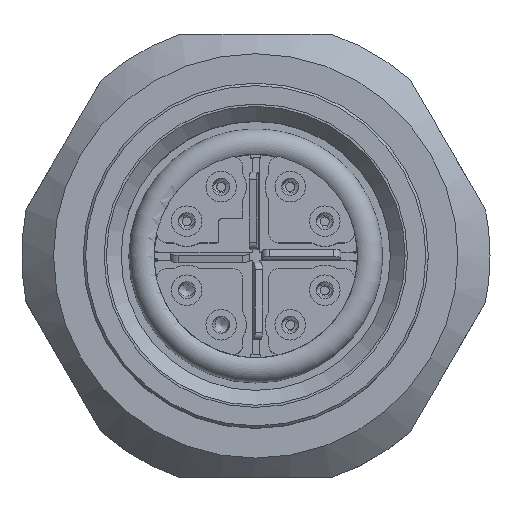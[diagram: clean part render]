
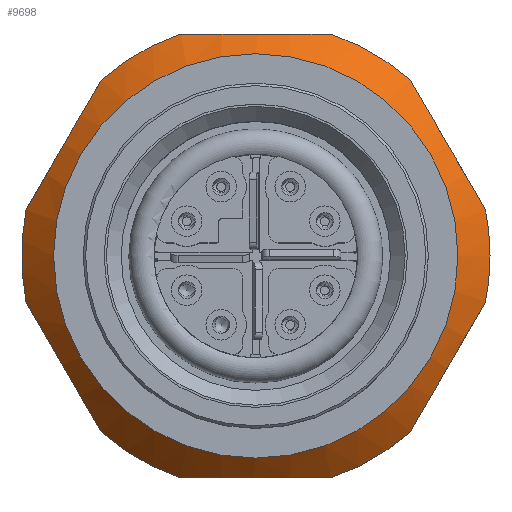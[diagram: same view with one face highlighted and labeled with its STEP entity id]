
A CAD part, top view. The second image highlights one B-rep face of the part: STEP entity #9698.
In plain terms, the highlighted conical face has half-angle 45 degrees and reference radius 8.85 mm.
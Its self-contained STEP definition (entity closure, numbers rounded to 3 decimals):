
#17=(
BOUNDED_CURVE()
B_SPLINE_CURVE(2,(#17395,#17396,#17397),.UNSPECIFIED.,.F.,.F.)
B_SPLINE_CURVE_WITH_KNOTS((3,3),(0.,0.616),.UNSPECIFIED.)
CURVE()
GEOMETRIC_REPRESENTATION_ITEM()
RATIONAL_B_SPLINE_CURVE((1.,1.056,1.))
REPRESENTATION_ITEM('')
);
#18=(
BOUNDED_CURVE()
B_SPLINE_CURVE(2,(#17401,#17402,#17403),.UNSPECIFIED.,.F.,.F.)
B_SPLINE_CURVE_WITH_KNOTS((3,3),(0.,0.616),.UNSPECIFIED.)
CURVE()
GEOMETRIC_REPRESENTATION_ITEM()
RATIONAL_B_SPLINE_CURVE((1.,1.056,1.))
REPRESENTATION_ITEM('')
);
#19=(
BOUNDED_CURVE()
B_SPLINE_CURVE(2,(#17407,#17408,#17409),.UNSPECIFIED.,.F.,.F.)
B_SPLINE_CURVE_WITH_KNOTS((3,3),(0.,0.616),.UNSPECIFIED.)
CURVE()
GEOMETRIC_REPRESENTATION_ITEM()
RATIONAL_B_SPLINE_CURVE((1.,1.056,1.))
REPRESENTATION_ITEM('')
);
#20=(
BOUNDED_CURVE()
B_SPLINE_CURVE(2,(#17413,#17414,#17415),.UNSPECIFIED.,.F.,.F.)
B_SPLINE_CURVE_WITH_KNOTS((3,3),(0.,0.616),.UNSPECIFIED.)
CURVE()
GEOMETRIC_REPRESENTATION_ITEM()
RATIONAL_B_SPLINE_CURVE((1.,1.056,1.))
REPRESENTATION_ITEM('')
);
#21=(
BOUNDED_CURVE()
B_SPLINE_CURVE(2,(#17419,#17420,#17421),.UNSPECIFIED.,.F.,.F.)
B_SPLINE_CURVE_WITH_KNOTS((3,3),(0.,0.616),.UNSPECIFIED.)
CURVE()
GEOMETRIC_REPRESENTATION_ITEM()
RATIONAL_B_SPLINE_CURVE((1.,1.056,1.))
REPRESENTATION_ITEM('')
);
#22=(
BOUNDED_CURVE()
B_SPLINE_CURVE(2,(#17425,#17426,#17427),.UNSPECIFIED.,.F.,.F.)
B_SPLINE_CURVE_WITH_KNOTS((3,3),(0.,0.616),.UNSPECIFIED.)
CURVE()
GEOMETRIC_REPRESENTATION_ITEM()
RATIONAL_B_SPLINE_CURVE((1.,1.056,1.))
REPRESENTATION_ITEM('')
);
#1530=CONICAL_SURFACE('',#10728,8.85,45.);
#1954=FACE_BOUND('',#3240,.T.);
#2531=FACE_OUTER_BOUND('',#3239,.T.);
#3239=EDGE_LOOP('',(#8244,#8245,#8246,#8247,#8248,#8249,#8250,#8251,#8252,
#8253,#8254,#8255));
#3240=EDGE_LOOP('',(#8256));
#3755=CIRCLE('',#10729,9.5);
#3756=CIRCLE('',#10730,9.5);
#3757=CIRCLE('',#10731,9.5);
#3758=CIRCLE('',#10732,9.5);
#3759=CIRCLE('',#10733,9.5);
#3760=CIRCLE('',#10734,9.5);
#3761=CIRCLE('',#10735,8.2);
#4554=VERTEX_POINT('',#17393);
#4555=VERTEX_POINT('',#17394);
#4556=VERTEX_POINT('',#17398);
#4557=VERTEX_POINT('',#17400);
#4558=VERTEX_POINT('',#17404);
#4559=VERTEX_POINT('',#17406);
#4560=VERTEX_POINT('',#17410);
#4561=VERTEX_POINT('',#17412);
#4562=VERTEX_POINT('',#17416);
#4563=VERTEX_POINT('',#17418);
#4564=VERTEX_POINT('',#17422);
#4565=VERTEX_POINT('',#17424);
#4566=VERTEX_POINT('',#17429);
#5801=EDGE_CURVE('',#4554,#4555,#17,.T.);
#5802=EDGE_CURVE('',#4556,#4554,#3755,.T.);
#5803=EDGE_CURVE('',#4557,#4556,#18,.T.);
#5804=EDGE_CURVE('',#4558,#4557,#3756,.T.);
#5805=EDGE_CURVE('',#4559,#4558,#19,.T.);
#5806=EDGE_CURVE('',#4560,#4559,#3757,.T.);
#5807=EDGE_CURVE('',#4561,#4560,#20,.T.);
#5808=EDGE_CURVE('',#4562,#4561,#3758,.T.);
#5809=EDGE_CURVE('',#4563,#4562,#21,.T.);
#5810=EDGE_CURVE('',#4564,#4563,#3759,.T.);
#5811=EDGE_CURVE('',#4565,#4564,#22,.T.);
#5812=EDGE_CURVE('',#4555,#4565,#3760,.T.);
#5813=EDGE_CURVE('',#4566,#4566,#3761,.T.);
#8244=ORIENTED_EDGE('',*,*,#5801,.F.);
#8245=ORIENTED_EDGE('',*,*,#5802,.F.);
#8246=ORIENTED_EDGE('',*,*,#5803,.F.);
#8247=ORIENTED_EDGE('',*,*,#5804,.F.);
#8248=ORIENTED_EDGE('',*,*,#5805,.F.);
#8249=ORIENTED_EDGE('',*,*,#5806,.F.);
#8250=ORIENTED_EDGE('',*,*,#5807,.F.);
#8251=ORIENTED_EDGE('',*,*,#5808,.F.);
#8252=ORIENTED_EDGE('',*,*,#5809,.F.);
#8253=ORIENTED_EDGE('',*,*,#5810,.F.);
#8254=ORIENTED_EDGE('',*,*,#5811,.F.);
#8255=ORIENTED_EDGE('',*,*,#5812,.F.);
#8256=ORIENTED_EDGE('',*,*,#5813,.F.);
#9698=ADVANCED_FACE('',(#2531,#1954),#1530,.T.);
#10728=AXIS2_PLACEMENT_3D('',#17392,#13401,#13402);
#10729=AXIS2_PLACEMENT_3D('',#17399,#13403,#13404);
#10730=AXIS2_PLACEMENT_3D('',#17405,#13405,#13406);
#10731=AXIS2_PLACEMENT_3D('',#17411,#13407,#13408);
#10732=AXIS2_PLACEMENT_3D('',#17417,#13409,#13410);
#10733=AXIS2_PLACEMENT_3D('',#17423,#13411,#13412);
#10734=AXIS2_PLACEMENT_3D('',#17428,#13413,#13414);
#10735=AXIS2_PLACEMENT_3D('',#17430,#13415,#13416);
#13401=DIRECTION('center_axis',(0.,0.,
-1.));
#13402=DIRECTION('ref_axis',(1.,0.,0.));
#13403=DIRECTION('center_axis',(0.,0.,
-1.));
#13404=DIRECTION('ref_axis',(0.,-1.,0.));
#13405=DIRECTION('center_axis',(0.,0.,
-1.));
#13406=DIRECTION('ref_axis',(0.,-1.,0.));
#13407=DIRECTION('center_axis',(0.,0.,
-1.));
#13408=DIRECTION('ref_axis',(0.,-1.,0.));
#13409=DIRECTION('center_axis',(0.,0.,
-1.));
#13410=DIRECTION('ref_axis',(0.,-1.,0.));
#13411=DIRECTION('center_axis',(0.,0.,
-1.));
#13412=DIRECTION('ref_axis',(0.,-1.,0.));
#13413=DIRECTION('center_axis',(0.,0.,
-1.));
#13414=DIRECTION('ref_axis',(0.,-1.,0.));
#13415=DIRECTION('center_axis',(0.,0.,
1.));
#13416=DIRECTION('ref_axis',(1.,0.,0.));
#17392=CARTESIAN_POINT('Origin',(0.,0.,
9.55));
#17393=CARTESIAN_POINT('',(6.274,7.134,8.9));
#17394=CARTESIAN_POINT('',(9.315,1.866,8.9));
#17395=CARTESIAN_POINT('Ctrl Pts',(6.274,7.134,8.9));
#17396=CARTESIAN_POINT('Ctrl Pts',(7.794,4.5,9.874));
#17397=CARTESIAN_POINT('Ctrl Pts',(9.315,1.866,8.9));
#17398=CARTESIAN_POINT('',(3.041,9.,8.9));
#17399=CARTESIAN_POINT('Origin',(0.,0.,
8.9));
#17400=CARTESIAN_POINT('',(-3.041,9.,8.9));
#17401=CARTESIAN_POINT('Ctrl Pts',(-3.041,9.,8.9));
#17402=CARTESIAN_POINT('Ctrl Pts',(0.,9.,9.874));
#17403=CARTESIAN_POINT('Ctrl Pts',(3.041,9.,8.9));
#17404=CARTESIAN_POINT('',(-6.274,7.134,8.9));
#17405=CARTESIAN_POINT('Origin',(0.,0.,
8.9));
#17406=CARTESIAN_POINT('',(-9.315,1.866,8.9));
#17407=CARTESIAN_POINT('Ctrl Pts',(-9.315,1.866,8.9));
#17408=CARTESIAN_POINT('Ctrl Pts',(-7.794,4.5,9.874));
#17409=CARTESIAN_POINT('Ctrl Pts',(-6.274,7.134,8.9));
#17410=CARTESIAN_POINT('',(-9.315,-1.866,8.9));
#17411=CARTESIAN_POINT('Origin',(0.,0.,
8.9));
#17412=CARTESIAN_POINT('',(-6.274,-7.134,8.9));
#17413=CARTESIAN_POINT('Ctrl Pts',(-6.274,-7.134,8.9));
#17414=CARTESIAN_POINT('Ctrl Pts',(-7.794,-4.5,9.874));
#17415=CARTESIAN_POINT('Ctrl Pts',(-9.315,-1.866,8.9));
#17416=CARTESIAN_POINT('',(-3.041,-9.,8.9));
#17417=CARTESIAN_POINT('Origin',(0.,0.,
8.9));
#17418=CARTESIAN_POINT('',(3.041,-9.,8.9));
#17419=CARTESIAN_POINT('Ctrl Pts',(3.041,-9.,8.9));
#17420=CARTESIAN_POINT('Ctrl Pts',(0.,-9.,9.874));
#17421=CARTESIAN_POINT('Ctrl Pts',(-3.041,-9.,8.9));
#17422=CARTESIAN_POINT('',(6.274,-7.134,8.9));
#17423=CARTESIAN_POINT('Origin',(0.,0.,
8.9));
#17424=CARTESIAN_POINT('',(9.315,-1.866,8.9));
#17425=CARTESIAN_POINT('Ctrl Pts',(9.315,-1.866,8.9));
#17426=CARTESIAN_POINT('Ctrl Pts',(7.794,-4.5,9.874));
#17427=CARTESIAN_POINT('Ctrl Pts',(6.274,-7.134,8.9));
#17428=CARTESIAN_POINT('Origin',(0.,0.,
8.9));
#17429=CARTESIAN_POINT('',(8.2,0.,10.2));
#17430=CARTESIAN_POINT('Origin',(0.,0.,
10.2));
